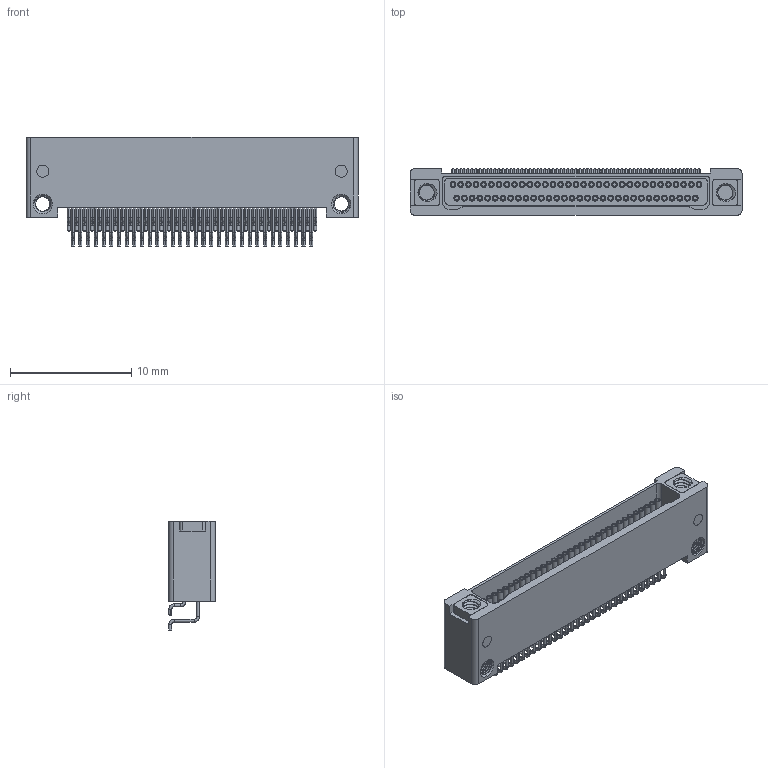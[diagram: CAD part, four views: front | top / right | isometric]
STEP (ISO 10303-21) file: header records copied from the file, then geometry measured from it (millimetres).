
FILE_DESCRIPTION((''),'2;1');
FILE_NAME('J63A-2D2-065-221-TH','2026-02-02T',('gongcheng6'),(''),'PRO/ENGINEER BY PARAMETRIC TECHNOLOGY CORPORATION, 2010280','PRO/ENGINEER BY PARAMETRIC TECHNOLOGY CORPORATION, 2010280','');
FILE_SCHEMA(('CONFIG_CONTROL_DESIGN'));
Products named in the file (1): J63A-2D2-065-221-TH
Bounding box: 27.41 x 3.87 x 9.03 mm (x, y, z)
Volume: 420.5 mm3; surface area: 1456 mm2
Topology: 1 solids, 1 shells, 1496 faces, 3350 edges, 2065 vertices
Faces by surface type: cylinder 830, torus 260, plane 254, cone 144, bspline 8
Entity records: 60593 total; most frequent: CARTESIAN_POINT 26161, DIRECTION 7975, ORIENTED_EDGE 6700, AXIS2_PLACEMENT_3D 3439, EDGE_CURVE 3350, VERTEX_POINT 2065, CIRCLE 1951, EDGE_LOOP 1709
